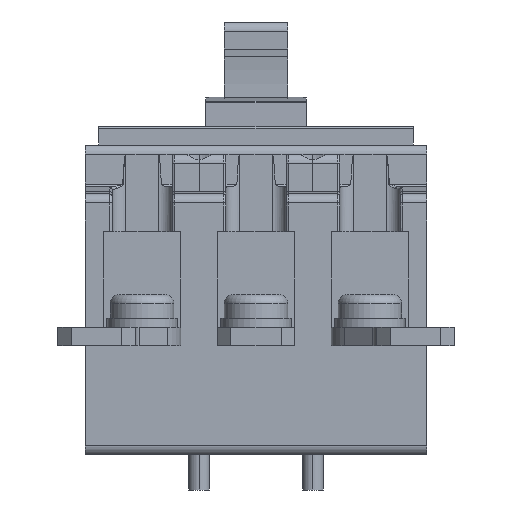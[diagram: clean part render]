
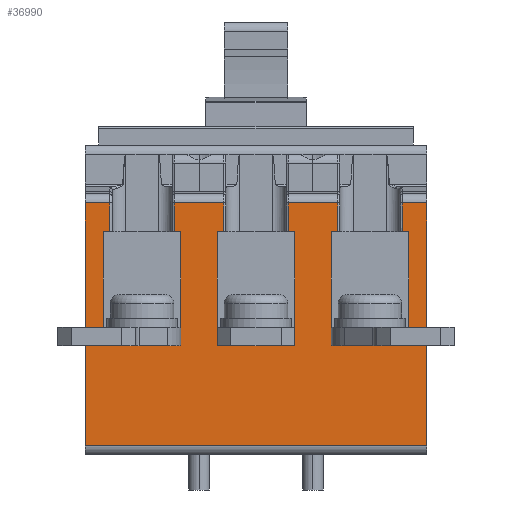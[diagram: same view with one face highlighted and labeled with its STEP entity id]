
A CAD part, front view. The second image highlights one B-rep face of the part: STEP entity #36990.
In plain terms, the highlighted planar face has unit normal (0, -1, 0).
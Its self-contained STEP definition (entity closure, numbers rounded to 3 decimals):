
#3200=CARTESIAN_POINT('',(-30.,70.,-166.));
#3210=VERTEX_POINT('',#3200);
#3240=CARTESIAN_POINT('',(-30.,70.,-166.));
#3250=DIRECTION('',(0.,0.,1.));
#3260=VECTOR('',#3250,1.);
#3270=LINE('',#3240,#3260);
#3280=CARTESIAN_POINT('',(-30.,70.,-112.706));
#3290=VERTEX_POINT('',#3280);
#3300=EDGE_CURVE('',#3210,#3290,#3270,.T.);
#4630=CARTESIAN_POINT('',(-105.,70.,-112.706));
#4640=VERTEX_POINT('',#4630);
#4670=CARTESIAN_POINT('',(-105.,70.,0.));
#4680=DIRECTION('',(0.,0.,-1.));
#4690=VECTOR('',#4680,1.);
#4700=LINE('',#4670,#4690);
#4710=CARTESIAN_POINT('',(-105.,70.,-166.));
#4720=VERTEX_POINT('',#4710);
#4730=EDGE_CURVE('',#4640,#4720,#4700,.T.);
#7070=CARTESIAN_POINT('',(-84.,70.,-144.));
#7080=VERTEX_POINT('',#7070);
#7250=CARTESIAN_POINT('',(-84.,70.,-119.));
#7260=VERTEX_POINT('',#7250);
#7290=CARTESIAN_POINT('',(-84.,70.,0.));
#7300=DIRECTION('',(0.,0.,-1.));
#7310=VECTOR('',#7300,1.);
#7320=LINE('',#7290,#7310);
#7330=EDGE_CURVE('',#7260,#7080,#7320,.T.);
#11550=CARTESIAN_POINT('',(-85.39,70.,-119.));
#11560=VERTEX_POINT('',#11550);
#11590=CARTESIAN_POINT('',(0.,70.,-119.));
#11600=DIRECTION('',(1.,0.,0.));
#11610=VECTOR('',#11600,1.);
#11620=LINE('',#11590,#11610);
#11630=EDGE_CURVE('',#11560,#7260,#11620,.T.);
#11780=CARTESIAN_POINT('',(-100.971,70.,-119.));
#11790=VERTEX_POINT('',#11780);
#11820=CARTESIAN_POINT('',(-99.59,70.,-119.));
#11830=VERTEX_POINT('',#11820);
#11840=EDGE_CURVE('',#11790,#11830,#11620,.T.);
#35130=CARTESIAN_POINT('',(-99.59,70.,-112.706));
#35140=VERTEX_POINT('',#35130);
#35170=CARTESIAN_POINT('',(-30.,70.,-112.706));
#35180=DIRECTION('',(-1.,0.,0.));
#35190=VECTOR('',#35180,1.);
#35200=LINE('',#35170,#35190);
#35210=EDGE_CURVE('',#35140,#4640,#35200,.T.);
#35280=CARTESIAN_POINT('',(-30.,70.,-166.));
#35290=DIRECTION('',(0.,1.,0.));
#35300=DIRECTION('',(0.,0.,-1.));
#35310=AXIS2_PLACEMENT_3D('',#35280,#35290,#35300);
#35320=PLANE('',#35310);
#35330=CARTESIAN_POINT('',(-49.59,70.,-112.706));
#35340=VERTEX_POINT('',#35330);
#35350=CARTESIAN_POINT('',(-60.39,70.,-112.706));
#35360=VERTEX_POINT('',#35350);
#35370=EDGE_CURVE('',#35340,#35360,#35200,.T.);
#35380=ORIENTED_EDGE('',*,*,#35370,.T.);
#35390=CARTESIAN_POINT('',(-49.59,70.,
0.));
#35400=DIRECTION('',(0.,0.,1.));
#35410=VECTOR('',#35400,1.);
#35420=LINE('',#35390,#35410);
#35430=CARTESIAN_POINT('',(-49.59,70.,-119.));
#35440=VERTEX_POINT('',#35430);
#35450=EDGE_CURVE('',#35440,#35340,#35420,.T.);
#35460=ORIENTED_EDGE('',*,*,#35450,.T.);
#35470=CARTESIAN_POINT('',(0.,70.,-119.));
#35480=DIRECTION('',(1.,0.,0.));
#35490=VECTOR('',#35480,1.);
#35500=LINE('',#35470,#35490);
#35510=CARTESIAN_POINT('',(-51.,70.,-119.));
#35520=VERTEX_POINT('',#35510);
#35530=EDGE_CURVE('',#35520,#35440,#35500,.T.);
#35540=ORIENTED_EDGE('',*,*,#35530,.T.);
#35550=CARTESIAN_POINT('',(-51.,70.,0.));
#35560=DIRECTION('',(0.,0.,1.));
#35570=VECTOR('',#35560,1.);
#35580=LINE('',#35550,#35570);
#35590=CARTESIAN_POINT('',(-51.,70.,-144.));
#35600=VERTEX_POINT('',#35590);
#35610=EDGE_CURVE('',#35600,#35520,#35580,.T.);
#35620=ORIENTED_EDGE('',*,*,#35610,.T.);
#35630=CARTESIAN_POINT('',(0.,70.,-144.));
#35640=DIRECTION('',(1.,0.,0.));
#35650=VECTOR('',#35640,1.);
#35660=LINE('',#35630,#35650);
#35670=CARTESIAN_POINT('',(-34.029,70.,-144.));
#35680=VERTEX_POINT('',#35670);
#35690=EDGE_CURVE('',#35600,#35680,#35660,.T.);
#35700=ORIENTED_EDGE('',*,*,#35690,.F.);
#35710=CARTESIAN_POINT('',(-34.029,70.,0.));
#35720=DIRECTION('',(0.,0.,-1.));
#35730=VECTOR('',#35720,1.);
#35740=LINE('',#35710,#35730);
#35750=CARTESIAN_POINT('',(-34.029,70.,-119.));
#35760=VERTEX_POINT('',#35750);
#35770=EDGE_CURVE('',#35760,#35680,#35740,.T.);
#35780=ORIENTED_EDGE('',*,*,#35770,.T.);
#35790=CARTESIAN_POINT('',(-35.39,70.,-119.));
#35800=VERTEX_POINT('',#35790);
#35810=EDGE_CURVE('',#35800,#35760,#35500,.T.);
#35820=ORIENTED_EDGE('',*,*,#35810,.T.);
#35830=CARTESIAN_POINT('',(-35.39,70.,-119.5));
#35840=CARTESIAN_POINT('',(-35.39,70.,
-118.284));
#35850=CARTESIAN_POINT('',(-35.39,70.,
-117.069));
#35860=CARTESIAN_POINT('',(-35.39,70.,
-114.827));
#35870=CARTESIAN_POINT('',(-35.39,70.,
-113.802));
#35880=CARTESIAN_POINT('',(-35.39,70.,
-112.753));
#35890=CARTESIAN_POINT('',(-35.39,70.,
-112.729));
#35900=CARTESIAN_POINT('',(-35.39,70.,-112.706));
#35910=B_SPLINE_CURVE_WITH_KNOTS('',3,(#35830,#35840,#35850,#35860,
#35870,#35880,#35890,#35900),.UNSPECIFIED.,.F.,.F.,(4,2,2,4),(
-119.5,-115.853,-112.777,-112.706)
,.UNSPECIFIED.);
#35920=CARTESIAN_POINT('',(-35.39,70.,-112.706));
#35930=VERTEX_POINT('',#35920);
#35940=EDGE_CURVE('',#35800,#35930,#35910,.T.);
#35950=ORIENTED_EDGE('',*,*,#35940,.F.);
#35960=EDGE_CURVE('',#3290,#35930,#35200,.T.);
#35970=ORIENTED_EDGE('',*,*,#35960,.T.);
#35980=ORIENTED_EDGE('',*,*,#3300,.T.);
#35990=CARTESIAN_POINT('',(-30.,70.,-166.));
#36000=DIRECTION('',(-1.,0.,0.));
#36010=VECTOR('',#36000,1.);
#36020=LINE('',#35990,#36010);
#36030=EDGE_CURVE('',#3210,#4720,#36020,.T.);
#36040=ORIENTED_EDGE('',*,*,#36030,.F.);
#36050=ORIENTED_EDGE('',*,*,#4730,.T.);
#36060=ORIENTED_EDGE('',*,*,#35210,.T.);
#36070=CARTESIAN_POINT('',(-99.59,70.,-112.706));
#36080=CARTESIAN_POINT('',(-99.59,70.,
-112.729));
#36090=CARTESIAN_POINT('',(-99.59,70.,
-112.753));
#36100=CARTESIAN_POINT('',(-99.59,70.,
-113.802));
#36110=CARTESIAN_POINT('',(-99.59,70.,
-114.827));
#36120=CARTESIAN_POINT('',(-99.59,70.,
-117.069));
#36130=CARTESIAN_POINT('',(-99.59,70.,
-118.284));
#36140=CARTESIAN_POINT('',(-99.59,70.,-119.5));
#36150=B_SPLINE_CURVE_WITH_KNOTS('',3,(#36070,#36080,#36090,#36100,
#36110,#36120,#36130,#36140),.UNSPECIFIED.,.F.,.F.,(4,2,2,4),(0.,
0.071,3.147,6.794),.UNSPECIFIED.);
#36160=EDGE_CURVE('',#35140,#11830,#36150,.T.);
#36170=ORIENTED_EDGE('',*,*,#36160,.F.);
#36180=ORIENTED_EDGE('',*,*,#11840,.T.);
#36190=CARTESIAN_POINT('',(-100.971,70.,0.));
#36200=DIRECTION('',(0.,0.,1.));
#36210=VECTOR('',#36200,1.);
#36220=LINE('',#36190,#36210);
#36230=CARTESIAN_POINT('',(-100.971,70.,-144.));
#36240=VERTEX_POINT('',#36230);
#36250=EDGE_CURVE('',#36240,#11790,#36220,.T.);
#36260=ORIENTED_EDGE('',*,*,#36250,.T.);
#36270=CARTESIAN_POINT('',(0.,70.,-144.));
#36280=DIRECTION('',(1.,0.,0.));
#36290=VECTOR('',#36280,1.);
#36300=LINE('',#36270,#36290);
#36310=EDGE_CURVE('',#36240,#7080,#36300,.T.);
#36320=ORIENTED_EDGE('',*,*,#36310,.F.);
#36330=ORIENTED_EDGE('',*,*,#7330,.T.);
#36340=ORIENTED_EDGE('',*,*,#11630,.T.);
#36350=CARTESIAN_POINT('',(-85.39,70.,
0.));
#36360=DIRECTION('',(0.,0.,-1.));
#36370=VECTOR('',#36360,1.);
#36380=LINE('',#36350,#36370);
#36390=CARTESIAN_POINT('',(-85.39,70.,-112.706));
#36400=VERTEX_POINT('',#36390);
#36410=EDGE_CURVE('',#36400,#11560,#36380,.T.);
#36420=ORIENTED_EDGE('',*,*,#36410,.T.);
#36430=CARTESIAN_POINT('',(-74.59,70.,-112.706));
#36440=VERTEX_POINT('',#36430);
#36450=EDGE_CURVE('',#36440,#36400,#35200,.T.);
#36460=ORIENTED_EDGE('',*,*,#36450,.T.);
#36470=CARTESIAN_POINT('',(-74.59,70.,
-115.853));
#36480=DIRECTION('',(0.,0.,1.));
#36490=VECTOR('',#36480,1.);
#36500=LINE('',#36470,#36490);
#36510=CARTESIAN_POINT('',(-74.59,70.,-119.));
#36520=VERTEX_POINT('',#36510);
#36530=EDGE_CURVE('',#36520,#36440,#36500,.T.);
#36540=ORIENTED_EDGE('',*,*,#36530,.T.);
#36550=CARTESIAN_POINT('',(0.,70.,-119.));
#36560=DIRECTION('',(1.,0.,0.));
#36570=VECTOR('',#36560,1.);
#36580=LINE('',#36550,#36570);
#36590=CARTESIAN_POINT('',(-76.,70.,-119.));
#36600=VERTEX_POINT('',#36590);
#36610=EDGE_CURVE('',#36600,#36520,#36580,.T.);
#36620=ORIENTED_EDGE('',*,*,#36610,.T.);
#36630=CARTESIAN_POINT('',(-76.,70.,0.));
#36640=DIRECTION('',(0.,0.,1.));
#36650=VECTOR('',#36640,1.);
#36660=LINE('',#36630,#36650);
#36670=CARTESIAN_POINT('',(-76.,70.,-144.));
#36680=VERTEX_POINT('',#36670);
#36690=EDGE_CURVE('',#36680,#36600,#36660,.T.);
#36700=ORIENTED_EDGE('',*,*,#36690,.T.);
#36710=CARTESIAN_POINT('',(0.,70.,-144.));
#36720=DIRECTION('',(1.,0.,0.));
#36730=VECTOR('',#36720,1.);
#36740=LINE('',#36710,#36730);
#36750=CARTESIAN_POINT('',(-59.,70.,-144.));
#36760=VERTEX_POINT('',#36750);
#36770=EDGE_CURVE('',#36680,#36760,#36740,.T.);
#36780=ORIENTED_EDGE('',*,*,#36770,.F.);
#36790=CARTESIAN_POINT('',(-59.,70.,0.));
#36800=DIRECTION('',(0.,0.,-1.));
#36810=VECTOR('',#36800,1.);
#36820=LINE('',#36790,#36810);
#36830=CARTESIAN_POINT('',(-59.,70.,-119.));
#36840=VERTEX_POINT('',#36830);
#36850=EDGE_CURVE('',#36840,#36760,#36820,.T.);
#36860=ORIENTED_EDGE('',*,*,#36850,.T.);
#36870=CARTESIAN_POINT('',(-60.39,70.,-119.));
#36880=VERTEX_POINT('',#36870);
#36890=EDGE_CURVE('',#36880,#36840,#36580,.T.);
#36900=ORIENTED_EDGE('',*,*,#36890,.T.);
#36910=CARTESIAN_POINT('',(-60.39,70.,-112.706));
#36920=DIRECTION('',(0.,0.,1.));
#36930=VECTOR('',#36920,1.);
#36940=LINE('',#36910,#36930);
#36950=EDGE_CURVE('',#36880,#35360,#36940,.T.);
#36960=ORIENTED_EDGE('',*,*,#36950,.F.);
#36970=EDGE_LOOP('',(#36960,#36900,#36860,#36780,#36700,#36620,#36540,
#36460,#36420,#36340,#36330,#36320,#36260,#36180,#36170,#36060,#36050,
#36040,#35980,#35970,#35950,#35820,#35780,#35700,#35620,#35540,#35460,
#35380));
#36980=FACE_OUTER_BOUND('',#36970,.T.);
#36990=ADVANCED_FACE('',(#36980),#35320,.F.);
